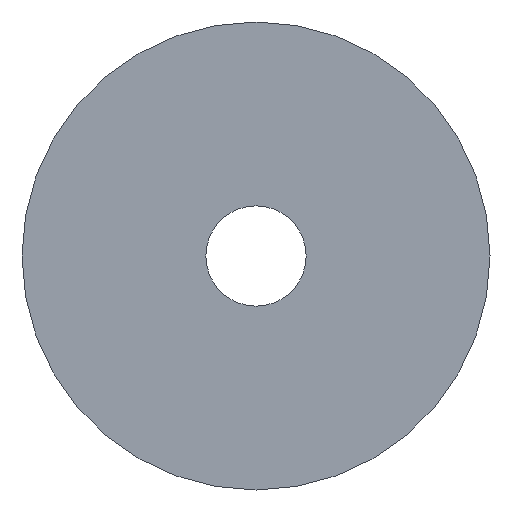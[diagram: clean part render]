
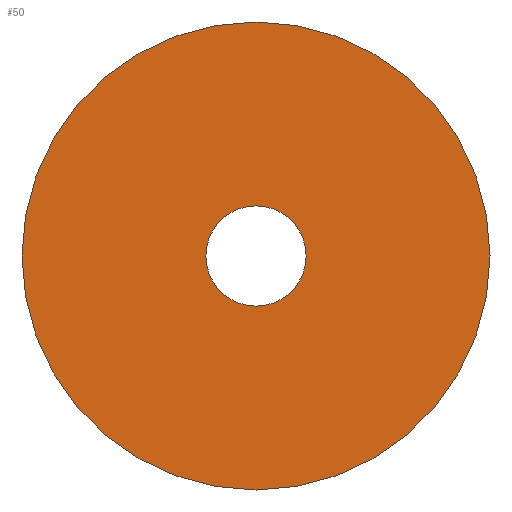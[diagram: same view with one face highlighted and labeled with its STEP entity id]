
A CAD part, left-side view. The second image highlights one B-rep face of the part: STEP entity #50.
In plain terms, the highlighted planar face has unit normal (-1, 0, 0).
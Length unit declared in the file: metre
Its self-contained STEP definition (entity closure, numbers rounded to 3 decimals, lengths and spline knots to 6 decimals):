
#50 = ADVANCED_FACE( '', ( #109, #110 ), #111, .T. );
#109 = FACE_OUTER_BOUND( '', #180, .T. );
#110 = FACE_BOUND( '', #181, .T. );
#111 = PLANE( '', #182 );
#180 = EDGE_LOOP( '', ( #255 ) );
#181 = EDGE_LOOP( '', ( #256 ) );
#182 = AXIS2_PLACEMENT_3D( '', #257, #258, #259 );
#255 = ORIENTED_EDGE( '', *, *, #325, .F. );
#256 = ORIENTED_EDGE( '', *, *, #322, .T. );
#257 = CARTESIAN_POINT( '', ( -0.03175, -1.913733, 1.861895 ) );
#258 = DIRECTION( '', ( -1., 0., 0. ) );
#259 = DIRECTION( '', ( 0., 1., 0. ) );
#322 = EDGE_CURVE( '', #355, #355, #356, .T. );
#325 = EDGE_CURVE( '', #360, #360, #361, .T. );
#355 = VERTEX_POINT( '', #403 );
#356 = CIRCLE( '', #404, 0.01905 );
#360 = VERTEX_POINT( '', #408 );
#361 = CIRCLE( '', #409, 0.0889 );
#403 = CARTESIAN_POINT( '', ( -0.03175, -1.915433, 1.842845 ) );
#404 = AXIS2_PLACEMENT_3D( '', #451, #452, #453 );
#408 = CARTESIAN_POINT( '', ( -0.03175, -1.915433, 1.772995 ) );
#409 = AXIS2_PLACEMENT_3D( '', #457, #458, #459 );
#451 = CARTESIAN_POINT( '', ( -0.03175, -1.915433, 1.861895 ) );
#452 = DIRECTION( '', ( 1., 0., 0. ) );
#453 = DIRECTION( '', ( 0., 0., -1. ) );
#457 = CARTESIAN_POINT( '', ( -0.03175, -1.915433, 1.861895 ) );
#458 = DIRECTION( '', ( 1., 0., 0. ) );
#459 = DIRECTION( '', ( 0., 0., -1. ) );
